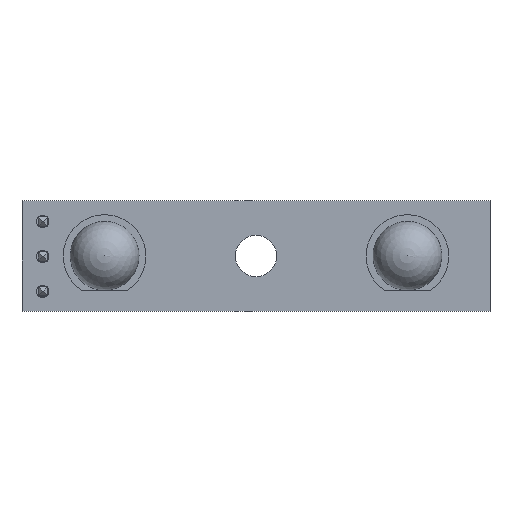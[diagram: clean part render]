
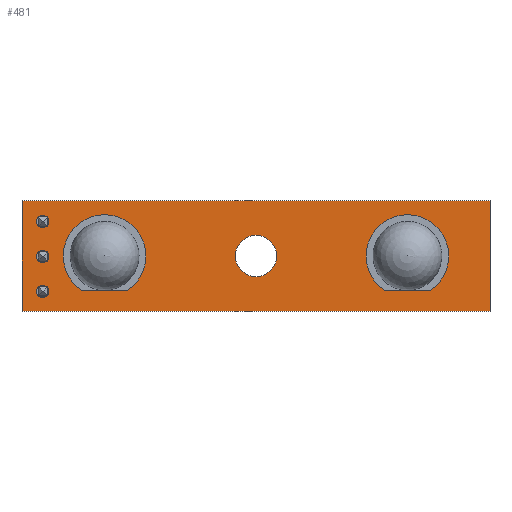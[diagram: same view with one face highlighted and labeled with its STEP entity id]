
A CAD part, top view. The second image highlights one B-rep face of the part: STEP entity #481.
In plain terms, the highlighted planar face has unit normal (0, 0, 1).
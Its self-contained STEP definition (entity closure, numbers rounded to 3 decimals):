
#64 = VERTEX_POINT('',#65);
#65 = CARTESIAN_POINT('',(-17.,-4.,0.411));
#71 = EDGE_CURVE('',#64,#72,#74,.T.);
#72 = VERTEX_POINT('',#73);
#73 = CARTESIAN_POINT('',(-17.,4.,0.411));
#74 = LINE('',#75,#76);
#75 = CARTESIAN_POINT('',(-17.,-4.,0.411));
#76 = VECTOR('',#77,1.);
#77 = DIRECTION('',(0.,1.,0.));
#102 = EDGE_CURVE('',#72,#103,#105,.T.);
#103 = VERTEX_POINT('',#104);
#104 = CARTESIAN_POINT('',(17.,4.,0.411));
#105 = LINE('',#106,#107);
#106 = CARTESIAN_POINT('',(-17.,4.,0.411));
#107 = VECTOR('',#108,1.);
#108 = DIRECTION('',(1.,0.,0.));
#133 = EDGE_CURVE('',#103,#134,#136,.T.);
#134 = VERTEX_POINT('',#135);
#135 = CARTESIAN_POINT('',(17.,-4.,0.411));
#136 = LINE('',#137,#138);
#137 = CARTESIAN_POINT('',(17.,4.,0.411));
#138 = VECTOR('',#139,1.);
#139 = DIRECTION('',(0.,-1.,0.));
#164 = EDGE_CURVE('',#134,#64,#165,.T.);
#165 = LINE('',#166,#167);
#166 = CARTESIAN_POINT('',(17.,-4.,0.411));
#167 = VECTOR('',#168,1.);
#168 = DIRECTION('',(-1.,0.,0.));
#188 = VERTEX_POINT('',#189);
#189 = CARTESIAN_POINT('',(-15.05,-0.04,0.411));
#195 = EDGE_CURVE('',#188,#188,#196,.T.);
#196 = CIRCLE('',#197,0.45);
#197 = AXIS2_PLACEMENT_3D('',#198,#199,#200);
#198 = CARTESIAN_POINT('',(-15.5,-0.04,0.411));
#199 = DIRECTION('',(0.,0.,1.));
#200 = DIRECTION('',(1.,0.,-0.));
#221 = VERTEX_POINT('',#222);
#222 = CARTESIAN_POINT('',(-15.05,-2.58,0.411));
#228 = EDGE_CURVE('',#221,#221,#229,.T.);
#229 = CIRCLE('',#230,0.45);
#230 = AXIS2_PLACEMENT_3D('',#231,#232,#233);
#231 = CARTESIAN_POINT('',(-15.5,-2.58,0.411));
#232 = DIRECTION('',(0.,0.,1.));
#233 = DIRECTION('',(1.,0.,-0.));
#254 = VERTEX_POINT('',#255);
#255 = CARTESIAN_POINT('',(-15.05,2.5,0.411));
#261 = EDGE_CURVE('',#254,#254,#262,.T.);
#262 = CIRCLE('',#263,0.45);
#263 = AXIS2_PLACEMENT_3D('',#264,#265,#266);
#264 = CARTESIAN_POINT('',(-15.5,2.5,0.411));
#265 = DIRECTION('',(0.,0.,1.));
#266 = DIRECTION('',(1.,0.,-0.));
#287 = VERTEX_POINT('',#288);
#288 = CARTESIAN_POINT('',(-10.6,1.27,0.411));
#294 = EDGE_CURVE('',#287,#287,#295,.T.);
#295 = CIRCLE('',#296,0.4);
#296 = AXIS2_PLACEMENT_3D('',#297,#298,#299);
#297 = CARTESIAN_POINT('',(-11.,1.27,0.411));
#298 = DIRECTION('',(0.,0.,1.));
#299 = DIRECTION('',(1.,0.,-0.));
#320 = VERTEX_POINT('',#321);
#321 = CARTESIAN_POINT('',(-10.6,-1.27,0.411));
#327 = EDGE_CURVE('',#320,#320,#328,.T.);
#328 = CIRCLE('',#329,0.4);
#329 = AXIS2_PLACEMENT_3D('',#330,#331,#332);
#330 = CARTESIAN_POINT('',(-11.,-1.27,0.411));
#331 = DIRECTION('',(0.,0.,1.));
#332 = DIRECTION('',(1.,0.,-0.));
#353 = VERTEX_POINT('',#354);
#354 = CARTESIAN_POINT('',(11.4,-1.27,0.411));
#360 = EDGE_CURVE('',#353,#353,#361,.T.);
#361 = CIRCLE('',#362,0.4);
#362 = AXIS2_PLACEMENT_3D('',#363,#364,#365);
#363 = CARTESIAN_POINT('',(11.,-1.27,0.411));
#364 = DIRECTION('',(0.,0.,1.));
#365 = DIRECTION('',(1.,0.,-0.));
#386 = VERTEX_POINT('',#387);
#387 = CARTESIAN_POINT('',(1.5,0.,0.411));
#393 = EDGE_CURVE('',#386,#386,#394,.T.);
#394 = CIRCLE('',#395,1.5);
#395 = AXIS2_PLACEMENT_3D('',#396,#397,#398);
#396 = CARTESIAN_POINT('',(0.,0.,0.411));
#397 = DIRECTION('',(0.,0.,1.));
#398 = DIRECTION('',(1.,0.,-0.));
#419 = VERTEX_POINT('',#420);
#420 = CARTESIAN_POINT('',(11.4,1.27,0.411));
#426 = EDGE_CURVE('',#419,#419,#427,.T.);
#427 = CIRCLE('',#428,0.4);
#428 = AXIS2_PLACEMENT_3D('',#429,#430,#431);
#429 = CARTESIAN_POINT('',(11.,1.27,0.411));
#430 = DIRECTION('',(0.,0.,1.));
#431 = DIRECTION('',(1.,0.,-0.));
#481 = ADVANCED_FACE('',(#482,#488,#491,#494,#497,#500,#503,#506,#509),
  #512,.F.);
#482 = FACE_BOUND('',#483,.F.);
#483 = EDGE_LOOP('',(#484,#485,#486,#487));
#484 = ORIENTED_EDGE('',*,*,#71,.T.);
#485 = ORIENTED_EDGE('',*,*,#102,.T.);
#486 = ORIENTED_EDGE('',*,*,#133,.T.);
#487 = ORIENTED_EDGE('',*,*,#164,.T.);
#488 = FACE_BOUND('',#489,.F.);
#489 = EDGE_LOOP('',(#490));
#490 = ORIENTED_EDGE('',*,*,#195,.T.);
#491 = FACE_BOUND('',#492,.F.);
#492 = EDGE_LOOP('',(#493));
#493 = ORIENTED_EDGE('',*,*,#228,.T.);
#494 = FACE_BOUND('',#495,.F.);
#495 = EDGE_LOOP('',(#496));
#496 = ORIENTED_EDGE('',*,*,#261,.T.);
#497 = FACE_BOUND('',#498,.F.);
#498 = EDGE_LOOP('',(#499));
#499 = ORIENTED_EDGE('',*,*,#294,.T.);
#500 = FACE_BOUND('',#501,.F.);
#501 = EDGE_LOOP('',(#502));
#502 = ORIENTED_EDGE('',*,*,#327,.T.);
#503 = FACE_BOUND('',#504,.F.);
#504 = EDGE_LOOP('',(#505));
#505 = ORIENTED_EDGE('',*,*,#360,.T.);
#506 = FACE_BOUND('',#507,.F.);
#507 = EDGE_LOOP('',(#508));
#508 = ORIENTED_EDGE('',*,*,#393,.T.);
#509 = FACE_BOUND('',#510,.F.);
#510 = EDGE_LOOP('',(#511));
#511 = ORIENTED_EDGE('',*,*,#426,.T.);
#512 = PLANE('',#513);
#513 = AXIS2_PLACEMENT_3D('',#514,#515,#516);
#514 = CARTESIAN_POINT('',(0.,0.,0.411));
#515 = DIRECTION('',(-0.,-0.,-1.));
#516 = DIRECTION('',(-1.,0.,0.));
